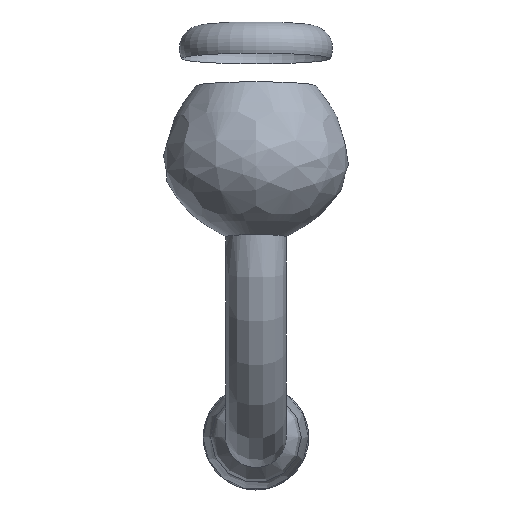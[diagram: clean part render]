
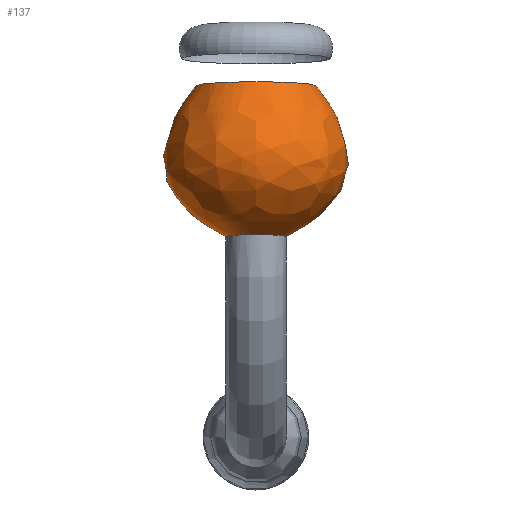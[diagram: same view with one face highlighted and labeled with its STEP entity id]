
A CAD part, front view. The second image highlights one B-rep face of the part: STEP entity #137.
In plain terms, the highlighted free-form (B-spline) face has degree [3, 3] with [11, 4] control points.
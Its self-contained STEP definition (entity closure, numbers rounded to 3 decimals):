
#15=B_SPLINE_CURVE_WITH_KNOTS('',3,(#279,#280,#281,#282),.UNSPECIFIED.,
 .F.,.F.,(4,4),(0.,1.),.UNSPECIFIED.);
#20=B_SPLINE_SURFACE_WITH_KNOTS('',3,3,((#232,#233,#234,#235),(#236,#237,
#238,#239),(#240,#241,#242,#243),(#244,#245,#246,#247),(#248,#249,#250,
#251),(#252,#253,#254,#255),(#256,#257,#258,#259),(#260,#261,#262,#263),
(#264,#265,#266,#267),(#268,#269,#270,#271),(#272,#273,#274,#275)),
 .UNSPECIFIED.,.T.,.F.,.F.,(4,1,1,1,1,1,1,1,4),(4,4),(0.,0.143,
0.286,0.429,0.571,0.714,
0.857,0.929,1.),(0.,1.),.UNSPECIFIED.);
#36=FACE_OUTER_BOUND('',#46,.T.);
#46=EDGE_LOOP('',(#107,#108,#109,#110,#111,#112));
#57=CIRCLE('',#165,2.);
#58=CIRCLE('',#166,2.);
#59=CIRCLE('',#167,1.);
#60=CIRCLE('',#168,1.);
#68=VERTEX_POINT('',#227);
#69=VERTEX_POINT('',#228);
#70=VERTEX_POINT('',#276);
#71=VERTEX_POINT('',#277);
#80=EDGE_CURVE('',#68,#69,#57,.T.);
#81=EDGE_CURVE('',#69,#68,#58,.T.);
#83=EDGE_CURVE('',#70,#71,#59,.T.);
#84=EDGE_CURVE('',#71,#68,#15,.T.);
#85=EDGE_CURVE('',#71,#70,#60,.T.);
#107=ORIENTED_EDGE('',*,*,#83,.T.);
#108=ORIENTED_EDGE('',*,*,#84,.T.);
#109=ORIENTED_EDGE('',*,*,#80,.T.);
#110=ORIENTED_EDGE('',*,*,#81,.T.);
#111=ORIENTED_EDGE('',*,*,#84,.F.);
#112=ORIENTED_EDGE('',*,*,#85,.T.);
#137=ADVANCED_FACE('',(#36),#20,.F.);
#165=AXIS2_PLACEMENT_3D('',#229,#192,#193);
#166=AXIS2_PLACEMENT_3D('',#230,#194,#195);
#167=AXIS2_PLACEMENT_3D('',#278,#197,#198);
#168=AXIS2_PLACEMENT_3D('',#283,#199,#200);
#192=DIRECTION('center_axis',(0.,-0.071,-0.997));
#193=DIRECTION('ref_axis',(0.,-0.997,0.071));
#194=DIRECTION('center_axis',(0.,-0.071,-0.997));
#195=DIRECTION('ref_axis',(0.,-0.997,0.071));
#197=DIRECTION('center_axis',(0.,0.071,0.997));
#198=DIRECTION('ref_axis',(1.,0.,0.));
#199=DIRECTION('center_axis',(0.,0.071,0.997));
#200=DIRECTION('ref_axis',(1.,0.,0.));
#227=CARTESIAN_POINT('',(0.,-10.853,11.48));
#228=CARTESIAN_POINT('',(-2.,-12.848,11.623));
#229=CARTESIAN_POINT('Origin',(0.,-12.848,11.623));
#230=CARTESIAN_POINT('Origin',(0.,-12.848,11.623));
#232=CARTESIAN_POINT('Ctrl Pts',(0.,-12.208,
6.565));
#233=CARTESIAN_POINT('Ctrl Pts',(0.,-9.753,
7.576));
#234=CARTESIAN_POINT('Ctrl Pts',(0.,-9.301,
9.215));
#235=CARTESIAN_POINT('Ctrl Pts',(0.,-10.853,
11.48));
#236=CARTESIAN_POINT('Ctrl Pts',(0.299,-12.208,6.565));
#237=CARTESIAN_POINT('Ctrl Pts',(1.01,-9.747,7.576));
#238=CARTESIAN_POINT('Ctrl Pts',(1.11,-9.297,9.214));
#239=CARTESIAN_POINT('Ctrl Pts',(0.598,-10.853,11.48));
#240=CARTESIAN_POINT('Ctrl Pts',(0.894,-12.494,6.585));
#241=CARTESIAN_POINT('Ctrl Pts',(3.02,-10.719,7.645));
#242=CARTESIAN_POINT('Ctrl Pts',(3.318,-10.362,9.291));
#243=CARTESIAN_POINT('Ctrl Pts',(1.789,-11.425,11.521));
#244=CARTESIAN_POINT('Ctrl Pts',(1.116,-13.46,6.654));
#245=CARTESIAN_POINT('Ctrl Pts',(3.77,-13.979,7.879));
#246=CARTESIAN_POINT('Ctrl Pts',(4.142,-13.945,9.547));
#247=CARTESIAN_POINT('Ctrl Pts',(2.233,-13.358,11.66));
#248=CARTESIAN_POINT('Ctrl Pts',(0.497,-14.234,6.71));
#249=CARTESIAN_POINT('Ctrl Pts',(1.677,-16.595,8.066));
#250=CARTESIAN_POINT('Ctrl Pts',(1.843,-16.818,9.753));
#251=CARTESIAN_POINT('Ctrl Pts',(0.993,-14.905,11.771));
#252=CARTESIAN_POINT('Ctrl Pts',(-0.497,-14.235,6.71));
#253=CARTESIAN_POINT('Ctrl Pts',(-1.677,-16.595,8.066));
#254=CARTESIAN_POINT('Ctrl Pts',(-1.843,-16.819,9.753));
#255=CARTESIAN_POINT('Ctrl Pts',(-0.994,-14.907,11.771));
#256=CARTESIAN_POINT('Ctrl Pts',(-1.116,-13.459,6.654));
#257=CARTESIAN_POINT('Ctrl Pts',(-3.768,-13.978,7.879));
#258=CARTESIAN_POINT('Ctrl Pts',(-4.14,-13.943,9.547));
#259=CARTESIAN_POINT('Ctrl Pts',(-2.232,-13.355,11.66));
#260=CARTESIAN_POINT('Ctrl Pts',(-0.931,-12.656,6.597));
#261=CARTESIAN_POINT('Ctrl Pts',(-3.147,-11.263,7.684));
#262=CARTESIAN_POINT('Ctrl Pts',(-3.457,-10.962,9.334));
#263=CARTESIAN_POINT('Ctrl Pts',(-1.863,-11.75,11.545));
#264=CARTESIAN_POINT('Ctrl Pts',(-0.448,-12.277,6.57));
#265=CARTESIAN_POINT('Ctrl Pts',(-1.51,-9.987,7.593));
#266=CARTESIAN_POINT('Ctrl Pts',(-1.66,-9.558,9.233));
#267=CARTESIAN_POINT('Ctrl Pts',(-0.895,-10.991,11.49));
#268=CARTESIAN_POINT('Ctrl Pts',(-0.15,-12.208,6.565));
#269=CARTESIAN_POINT('Ctrl Pts',(-0.508,-9.75,7.576));
#270=CARTESIAN_POINT('Ctrl Pts',(-0.557,-9.299,9.214));
#271=CARTESIAN_POINT('Ctrl Pts',(-0.299,-10.853,11.48));
#272=CARTESIAN_POINT('Ctrl Pts',(0.,-12.208,
6.565));
#273=CARTESIAN_POINT('Ctrl Pts',(0.,-9.753,
7.576));
#274=CARTESIAN_POINT('Ctrl Pts',(0.,-9.301,
9.215));
#275=CARTESIAN_POINT('Ctrl Pts',(0.,-10.853,
11.48));
#276=CARTESIAN_POINT('',(-1.,-13.206,6.636));
#277=CARTESIAN_POINT('',(0.,-12.208,6.565));
#278=CARTESIAN_POINT('Origin',(0.,-13.206,6.636));
#279=CARTESIAN_POINT('Ctrl Pts',(0.,-12.208,
6.565));
#280=CARTESIAN_POINT('Ctrl Pts',(0.,-9.753,
7.576));
#281=CARTESIAN_POINT('Ctrl Pts',(0.,-9.301,
9.215));
#282=CARTESIAN_POINT('Ctrl Pts',(0.,-10.853,
11.48));
#283=CARTESIAN_POINT('Origin',(0.,-13.206,6.636));
